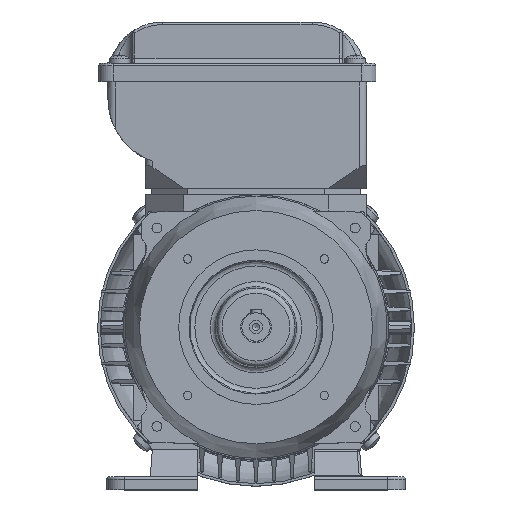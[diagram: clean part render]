
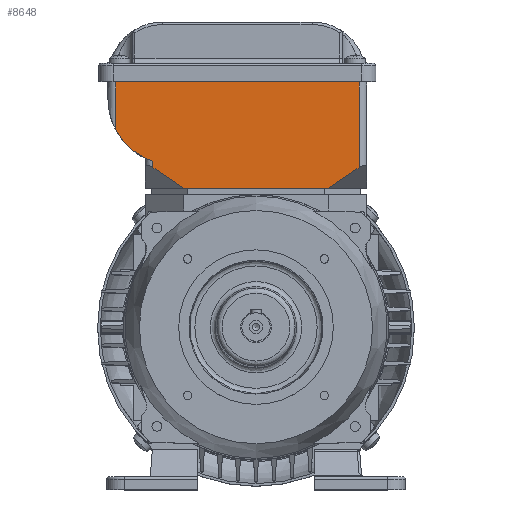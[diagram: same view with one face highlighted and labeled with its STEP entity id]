
A CAD part, top view. The second image highlights one B-rep face of the part: STEP entity #8648.
In plain terms, the highlighted planar face has unit normal (0, 0, 1).
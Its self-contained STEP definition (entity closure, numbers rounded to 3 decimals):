
#5537=CIRCLE('',#45624,26.);
#8648=ADVANCED_FACE('',(#11749),#9811,.T.);
#9811=PLANE('',#45625);
#11749=FACE_OUTER_BOUND('',#14403,.T.);
#14403=EDGE_LOOP('',(#25816,#25817,#25818,#25819,#25820,#25821,#25822,#25823));
#25816=ORIENTED_EDGE('',*,*,#35729,.T.);
#25817=ORIENTED_EDGE('',*,*,#35730,.T.);
#25818=ORIENTED_EDGE('',*,*,#35731,.T.);
#25819=ORIENTED_EDGE('',*,*,#35727,.T.);
#25820=ORIENTED_EDGE('',*,*,#35726,.T.);
#25821=ORIENTED_EDGE('',*,*,#35732,.F.);
#25822=ORIENTED_EDGE('',*,*,#35711,.T.);
#25823=ORIENTED_EDGE('',*,*,#35733,.T.);
#29932=VERTEX_POINT('',#78579);
#29933=VERTEX_POINT('',#78581);
#29943=VERTEX_POINT('',#78628);
#29944=VERTEX_POINT('',#78630);
#29945=VERTEX_POINT('',#78634);
#29946=VERTEX_POINT('',#78638);
#29947=VERTEX_POINT('',#78639);
#29948=VERTEX_POINT('',#78641);
#35711=EDGE_CURVE('',#29933,#29932,#38799,.T.);
#35726=EDGE_CURVE('',#29943,#29944,#38809,.T.);
#35727=EDGE_CURVE('',#29945,#29943,#38810,.T.);
#35729=EDGE_CURVE('',#29946,#29947,#38812,.T.);
#35730=EDGE_CURVE('',#29947,#29948,#38813,.T.);
#35731=EDGE_CURVE('',#29948,#29945,#38814,.T.);
#35732=EDGE_CURVE('',#29933,#29944,#38815,.T.);
#35733=EDGE_CURVE('',#29932,#29946,#5537,.T.);
#38799=LINE('',#78580,#41852);
#38809=LINE('',#78631,#41862);
#38810=LINE('',#78633,#41863);
#38812=LINE('',#78637,#41865);
#38813=LINE('',#78640,#41866);
#38814=LINE('',#78642,#41867);
#38815=LINE('',#78643,#41868);
#41852=VECTOR('',#56070,1.);
#41862=VECTOR('',#56094,1.);
#41863=VECTOR('',#56097,1.);
#41865=VECTOR('',#56101,1.);
#41866=VECTOR('',#56102,1.);
#41867=VECTOR('',#56103,1.);
#41868=VECTOR('',#56104,1.);
#45624=AXIS2_PLACEMENT_3D('',#78644,#56105,#56106);
#45625=AXIS2_PLACEMENT_3D('',#78645,#56107,#56108);
#56070=DIRECTION('',(0.,-1.,0.));
#56094=DIRECTION('',(0.,1.,0.));
#56097=DIRECTION('',(0.832,0.555,0.));
#56101=DIRECTION('',(0.,-1.,0.));
#56102=DIRECTION('',(0.832,-0.555,0.));
#56103=DIRECTION('',(1.,0.,0.));
#56104=DIRECTION('',(1.,0.,0.));
#56105=DIRECTION('',(0.,0.,1.));
#56106=DIRECTION('',(-0.885,-0.466,0.));
#56107=DIRECTION('',(0.,0.,1.));
#56108=DIRECTION('',(-1.,0.,0.));
#78579=CARTESIAN_POINT('',(-64.933,-7.25,52.319));
#78580=CARTESIAN_POINT('',(-64.933,11.875,52.319));
#78581=CARTESIAN_POINT('',(-64.933,11.875,52.319));
#78628=CARTESIAN_POINT('',(29.567,-22.125,52.319));
#78630=CARTESIAN_POINT('',(29.567,11.875,52.319));
#78631=CARTESIAN_POINT('',(29.567,-22.125,52.319));
#78633=CARTESIAN_POINT('',(17.567,-30.125,52.319));
#78634=CARTESIAN_POINT('',(17.567,-30.125,52.319));
#78637=CARTESIAN_POINT('',(-50.433,-19.697,52.319));
#78638=CARTESIAN_POINT('',(-50.433,-19.697,52.319));
#78639=CARTESIAN_POINT('',(-50.433,-22.125,52.319));
#78640=CARTESIAN_POINT('',(-50.433,-22.125,52.319));
#78641=CARTESIAN_POINT('',(-38.433,-30.125,52.319));
#78642=CARTESIAN_POINT('',(-38.433,-30.125,52.319));
#78643=CARTESIAN_POINT('',(-64.933,11.875,52.319));
#78644=CARTESIAN_POINT('',(-41.933,4.875,52.319));
#78645=CARTESIAN_POINT('',(44.167,11.975,52.319));
